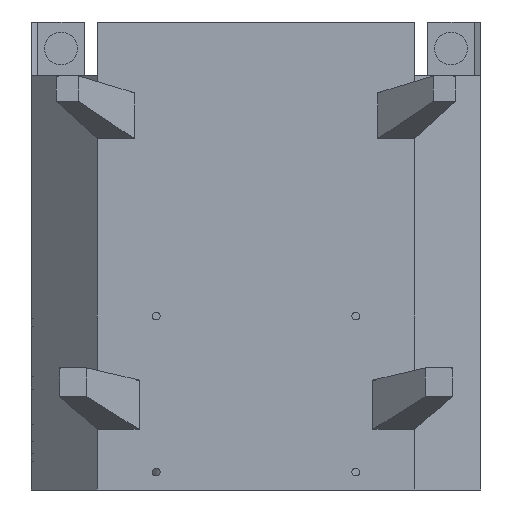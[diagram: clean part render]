
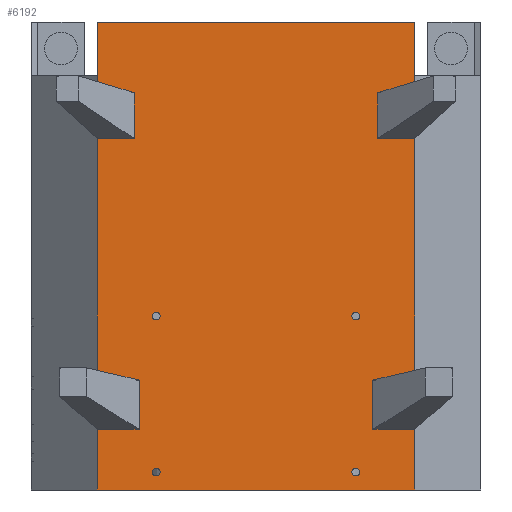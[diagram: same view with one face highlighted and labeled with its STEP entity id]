
A CAD part, front view. The second image highlights one B-rep face of the part: STEP entity #6192.
In plain terms, the highlighted planar face has unit normal (0, -1, 0).
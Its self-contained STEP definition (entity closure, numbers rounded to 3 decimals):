
#231=FACE_BOUND('',#837,.T.);
#232=FACE_BOUND('',#838,.T.);
#233=FACE_BOUND('',#839,.T.);
#234=FACE_BOUND('',#840,.T.);
#338=CIRCLE('',#6580,1.25);
#339=CIRCLE('',#6581,1.25);
#340=CIRCLE('',#6582,1.25);
#341=CIRCLE('',#6583,1.25);
#464=FACE_OUTER_BOUND('',#836,.T.);
#836=EDGE_LOOP('',(#4139,#4140,#4141,#4142,#4143,#4144,#4145,#4146,#4147,
#4148,#4149,#4150,#4151,#4152,#4153,#4154,#4155,#4156,#4157,#4158,#4159,
#4160));
#837=EDGE_LOOP('',(#4161));
#838=EDGE_LOOP('',(#4162));
#839=EDGE_LOOP('',(#4163));
#840=EDGE_LOOP('',(#4164));
#1315=LINE('',#8609,#1981);
#1317=LINE('',#8613,#1983);
#1319=LINE('',#8617,#1985);
#1322=LINE('',#8623,#1988);
#1323=LINE('',#8625,#1989);
#1324=LINE('',#8627,#1990);
#1325=LINE('',#8629,#1991);
#1326=LINE('',#8631,#1992);
#1327=LINE('',#8633,#1993);
#1328=LINE('',#8635,#1994);
#1329=LINE('',#8637,#1995);
#1330=LINE('',#8639,#1996);
#1331=LINE('',#8641,#1997);
#1332=LINE('',#8643,#1998);
#1333=LINE('',#8645,#1999);
#1334=LINE('',#8647,#2000);
#1335=LINE('',#8649,#2001);
#1336=LINE('',#8651,#2002);
#1337=LINE('',#8653,#2003);
#1338=LINE('',#8655,#2004);
#1339=LINE('',#8657,#2005);
#1340=LINE('',#8658,#2006);
#1981=VECTOR('',#7036,10.);
#1983=VECTOR('',#7040,10.);
#1985=VECTOR('',#7044,10.);
#1988=VECTOR('',#7051,10.);
#1989=VECTOR('',#7052,10.);
#1990=VECTOR('',#7053,10.);
#1991=VECTOR('',#7054,10.);
#1992=VECTOR('',#7055,10.);
#1993=VECTOR('',#7056,10.);
#1994=VECTOR('',#7057,10.);
#1995=VECTOR('',#7058,10.);
#1996=VECTOR('',#7059,10.);
#1997=VECTOR('',#7060,10.);
#1998=VECTOR('',#7061,10.);
#1999=VECTOR('',#7062,10.);
#2000=VECTOR('',#7063,10.);
#2001=VECTOR('',#7064,10.);
#2002=VECTOR('',#7065,10.);
#2003=VECTOR('',#7066,10.);
#2004=VECTOR('',#7067,10.);
#2005=VECTOR('',#7068,10.);
#2006=VECTOR('',#7069,10.);
#2646=VERTEX_POINT('',#8606);
#2647=VERTEX_POINT('',#8608);
#2648=VERTEX_POINT('',#8612);
#2649=VERTEX_POINT('',#8616);
#2650=VERTEX_POINT('',#8622);
#2651=VERTEX_POINT('',#8624);
#2652=VERTEX_POINT('',#8626);
#2653=VERTEX_POINT('',#8628);
#2654=VERTEX_POINT('',#8630);
#2655=VERTEX_POINT('',#8632);
#2656=VERTEX_POINT('',#8634);
#2657=VERTEX_POINT('',#8636);
#2658=VERTEX_POINT('',#8638);
#2659=VERTEX_POINT('',#8640);
#2660=VERTEX_POINT('',#8642);
#2661=VERTEX_POINT('',#8644);
#2662=VERTEX_POINT('',#8646);
#2663=VERTEX_POINT('',#8648);
#2664=VERTEX_POINT('',#8650);
#2665=VERTEX_POINT('',#8652);
#2666=VERTEX_POINT('',#8654);
#2667=VERTEX_POINT('',#8656);
#2668=VERTEX_POINT('',#8659);
#2669=VERTEX_POINT('',#8661);
#2670=VERTEX_POINT('',#8663);
#2671=VERTEX_POINT('',#8665);
#3225=EDGE_CURVE('',#2647,#2646,#1315,.T.);
#3227=EDGE_CURVE('',#2648,#2647,#1317,.T.);
#3229=EDGE_CURVE('',#2649,#2648,#1319,.T.);
#3232=EDGE_CURVE('',#2650,#2646,#1322,.T.);
#3233=EDGE_CURVE('',#2650,#2651,#1323,.T.);
#3234=EDGE_CURVE('',#2651,#2652,#1324,.T.);
#3235=EDGE_CURVE('',#2652,#2653,#1325,.T.);
#3236=EDGE_CURVE('',#2654,#2653,#1326,.T.);
#3237=EDGE_CURVE('',#2655,#2654,#1327,.T.);
#3238=EDGE_CURVE('',#2655,#2656,#1328,.T.);
#3239=EDGE_CURVE('',#2656,#2657,#1329,.T.);
#3240=EDGE_CURVE('',#2657,#2658,#1330,.T.);
#3241=EDGE_CURVE('',#2658,#2659,#1331,.T.);
#3242=EDGE_CURVE('',#2659,#2660,#1332,.T.);
#3243=EDGE_CURVE('',#2660,#2661,#1333,.T.);
#3244=EDGE_CURVE('',#2661,#2662,#1334,.T.);
#3245=EDGE_CURVE('',#2662,#2663,#1335,.T.);
#3246=EDGE_CURVE('',#2663,#2664,#1336,.T.);
#3247=EDGE_CURVE('',#2664,#2665,#1337,.T.);
#3248=EDGE_CURVE('',#2666,#2665,#1338,.T.);
#3249=EDGE_CURVE('',#2667,#2666,#1339,.T.);
#3250=EDGE_CURVE('',#2649,#2667,#1340,.T.);
#3251=EDGE_CURVE('',#2668,#2668,#338,.T.);
#3252=EDGE_CURVE('',#2669,#2669,#339,.T.);
#3253=EDGE_CURVE('',#2670,#2670,#340,.T.);
#3254=EDGE_CURVE('',#2671,#2671,#341,.T.);
#4139=ORIENTED_EDGE('',*,*,#3229,.T.);
#4140=ORIENTED_EDGE('',*,*,#3227,.T.);
#4141=ORIENTED_EDGE('',*,*,#3225,.T.);
#4142=ORIENTED_EDGE('',*,*,#3232,.F.);
#4143=ORIENTED_EDGE('',*,*,#3233,.T.);
#4144=ORIENTED_EDGE('',*,*,#3234,.T.);
#4145=ORIENTED_EDGE('',*,*,#3235,.T.);
#4146=ORIENTED_EDGE('',*,*,#3236,.F.);
#4147=ORIENTED_EDGE('',*,*,#3237,.F.);
#4148=ORIENTED_EDGE('',*,*,#3238,.T.);
#4149=ORIENTED_EDGE('',*,*,#3239,.T.);
#4150=ORIENTED_EDGE('',*,*,#3240,.T.);
#4151=ORIENTED_EDGE('',*,*,#3241,.T.);
#4152=ORIENTED_EDGE('',*,*,#3242,.T.);
#4153=ORIENTED_EDGE('',*,*,#3243,.T.);
#4154=ORIENTED_EDGE('',*,*,#3244,.T.);
#4155=ORIENTED_EDGE('',*,*,#3245,.T.);
#4156=ORIENTED_EDGE('',*,*,#3246,.T.);
#4157=ORIENTED_EDGE('',*,*,#3247,.T.);
#4158=ORIENTED_EDGE('',*,*,#3248,.F.);
#4159=ORIENTED_EDGE('',*,*,#3249,.F.);
#4160=ORIENTED_EDGE('',*,*,#3250,.F.);
#4161=ORIENTED_EDGE('',*,*,#3251,.T.);
#4162=ORIENTED_EDGE('',*,*,#3252,.T.);
#4163=ORIENTED_EDGE('',*,*,#3253,.T.);
#4164=ORIENTED_EDGE('',*,*,#3254,.T.);
#5922=PLANE('',#6579);
#6192=ADVANCED_FACE('',(#464,#231,#232,#233,#234),#5922,.T.);
#6579=AXIS2_PLACEMENT_3D('',#8621,#7049,#7050);
#6580=AXIS2_PLACEMENT_3D('',#8660,#7070,#7071);
#6581=AXIS2_PLACEMENT_3D('',#8662,#7072,#7073);
#6582=AXIS2_PLACEMENT_3D('',#8664,#7074,#7075);
#6583=AXIS2_PLACEMENT_3D('',#8666,#7076,#7077);
#7036=DIRECTION('',(-1.,0.,0.));
#7040=DIRECTION('',(0.,0.,-1.));
#7044=DIRECTION('',(1.,0.,0.));
#7049=DIRECTION('center_axis',(0.,-1.,0.));
#7050=DIRECTION('ref_axis',(1.,0.,0.));
#7051=DIRECTION('',(0.,0.,1.));
#7052=DIRECTION('',(1.,0.,0.));
#7053=DIRECTION('',(0.,0.,-1.));
#7054=DIRECTION('',(-1.,0.,0.));
#7055=DIRECTION('',(0.,0.,1.));
#7056=DIRECTION('',(-1.,0.,0.));
#7057=DIRECTION('',(0.,0.,1.));
#7058=DIRECTION('',(-1.,0.,0.));
#7059=DIRECTION('',(0.,0.,1.));
#7060=DIRECTION('',(1.,0.,0.));
#7061=DIRECTION('',(0.,0.,1.));
#7062=DIRECTION('',(-1.,0.,0.));
#7063=DIRECTION('',(0.,0.,1.));
#7064=DIRECTION('',(1.,0.,0.));
#7065=DIRECTION('',(0.,0.,1.));
#7066=DIRECTION('',(0.,0.,1.));
#7067=DIRECTION('',(1.,0.,0.));
#7068=DIRECTION('',(0.,0.,1.));
#7069=DIRECTION('',(0.,0.,1.));
#7070=DIRECTION('center_axis',(0.,1.,0.));
#7071=DIRECTION('ref_axis',(-1.,0.,0.));
#7072=DIRECTION('center_axis',(0.,1.,0.));
#7073=DIRECTION('ref_axis',(-1.,0.,0.));
#7074=DIRECTION('center_axis',(0.,1.,0.));
#7075=DIRECTION('ref_axis',(1.,0.,0.));
#7076=DIRECTION('center_axis',(0.,1.,0.));
#7077=DIRECTION('ref_axis',(1.,0.,0.));
#8606=CARTESIAN_POINT('',(-50.828,-79.,112.608));
#8608=CARTESIAN_POINT('',(-39.078,-79.,112.608));
#8609=CARTESIAN_POINT('',(-57.447,-79.,112.608));
#8612=CARTESIAN_POINT('',(-39.078,-79.,127.316));
#8613=CARTESIAN_POINT('',(-39.078,-79.,62.309));
#8616=CARTESIAN_POINT('',(-50.828,-79.,127.316));
#8617=CARTESIAN_POINT('',(-53.826,-79.,127.316));
#8621=CARTESIAN_POINT('Origin',(-50.828,-79.,0.));
#8622=CARTESIAN_POINT('',(-50.828,-79.,35.217));
#8623=CARTESIAN_POINT('',(-50.828,-79.,0.));
#8624=CARTESIAN_POINT('',(-37.476,-79.,35.217));
#8625=CARTESIAN_POINT('',(-56.9,-79.,35.217));
#8626=CARTESIAN_POINT('',(-37.476,-79.,19.409));
#8627=CARTESIAN_POINT('',(-37.476,-79.,19.583));
#8628=CARTESIAN_POINT('',(-50.828,-79.,19.409));
#8629=CARTESIAN_POINT('',(-52.536,-79.,19.409));
#8630=CARTESIAN_POINT('',(-50.828,-79.,0.));
#8631=CARTESIAN_POINT('',(-50.828,-79.,0.));
#8632=CARTESIAN_POINT('',(50.828,-79.,0.));
#8633=CARTESIAN_POINT('',(50.828,-79.,0.));
#8634=CARTESIAN_POINT('',(50.828,-79.,19.409));
#8635=CARTESIAN_POINT('',(50.828,-79.,0.));
#8636=CARTESIAN_POINT('',(37.476,-79.,19.409));
#8637=CARTESIAN_POINT('',(1.708,-79.,19.409));
#8638=CARTESIAN_POINT('',(37.476,-79.,35.217));
#8639=CARTESIAN_POINT('',(37.476,-79.,19.583));
#8640=CARTESIAN_POINT('',(50.828,-79.,35.217));
#8641=CARTESIAN_POINT('',(6.072,-79.,35.217));
#8642=CARTESIAN_POINT('',(50.828,-79.,112.608));
#8643=CARTESIAN_POINT('',(50.828,-79.,0.));
#8644=CARTESIAN_POINT('',(39.078,-79.,112.608));
#8645=CARTESIAN_POINT('',(6.619,-79.,112.608));
#8646=CARTESIAN_POINT('',(39.078,-79.,127.316));
#8647=CARTESIAN_POINT('',(39.078,-79.,62.309));
#8648=CARTESIAN_POINT('',(50.828,-79.,127.316));
#8649=CARTESIAN_POINT('',(2.997,-79.,127.316));
#8650=CARTESIAN_POINT('',(50.828,-79.,133.));
#8651=CARTESIAN_POINT('',(50.828,-79.,0.));
#8652=CARTESIAN_POINT('',(50.828,-79.,150.));
#8653=CARTESIAN_POINT('',(50.828,-79.,133.));
#8654=CARTESIAN_POINT('',(-50.828,-79.,150.));
#8655=CARTESIAN_POINT('',(50.828,-79.,150.));
#8656=CARTESIAN_POINT('',(-50.828,-79.,133.));
#8657=CARTESIAN_POINT('',(-50.828,-79.,133.));
#8658=CARTESIAN_POINT('',(-50.828,-79.,0.));
#8659=CARTESIAN_POINT('',(33.25,-79.,5.75));
#8660=CARTESIAN_POINT('Origin',(32.,-79.,5.75));
#8661=CARTESIAN_POINT('',(33.25,-79.,55.75));
#8662=CARTESIAN_POINT('Origin',(32.,-79.,55.75));
#8663=CARTESIAN_POINT('',(-33.25,-79.,5.75));
#8664=CARTESIAN_POINT('Origin',(-32.,-79.,5.75));
#8665=CARTESIAN_POINT('',(-33.25,-79.,55.75));
#8666=CARTESIAN_POINT('Origin',(-32.,-79.,55.75));
